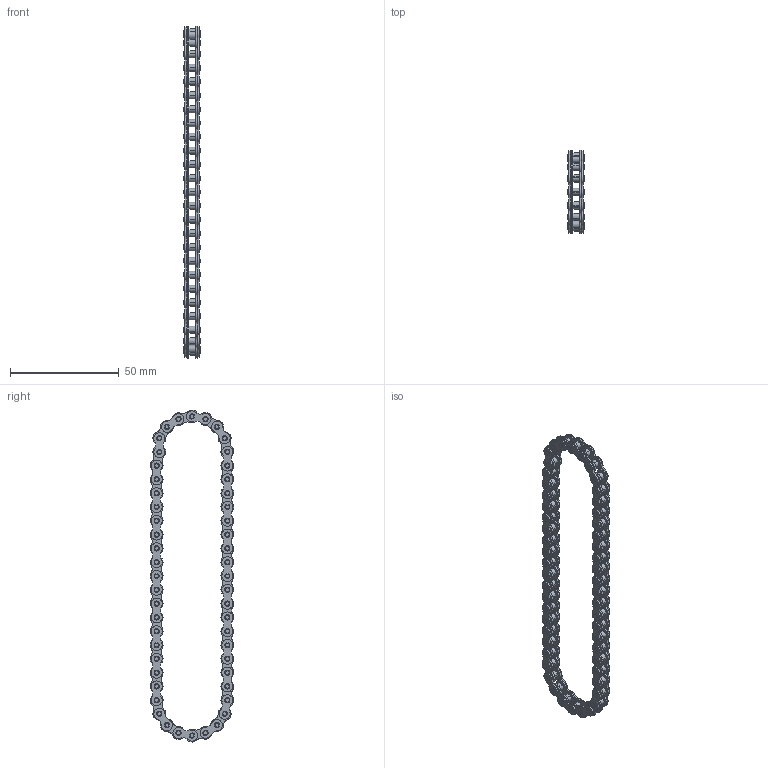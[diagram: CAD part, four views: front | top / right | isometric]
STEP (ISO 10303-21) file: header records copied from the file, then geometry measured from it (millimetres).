
FILE_DESCRIPTION (( 'STEP AP214' ), '1' );
FILE_NAME ('25-1X480.STEP', '2025-09-11T13:12:41', ( '' ), ( '' ), 'SwSTEP 2.0', 'SolidWorks 2025', '' );
FILE_SCHEMA (( 'AUTOMOTIVE_DESIGN' ));
Length unit declared in the file: millimetre
Products named in the file (3): 25-1X480-1; 25-1X480; 25-1X480-2
Assembly tree (52 placements, depth 2):
  25-1X480
    25-1X480-1  x26
    25-1X480-2  x26
Bounding box: 7.8 x 38.45 x 152.75 mm (x, y, z)
Volume: 6174.3 mm3; surface area: 17428 mm2
Topology: 52 solids, 52 shells, 1976 faces, 4784 edges, 3120 vertices
Faces by surface type: cylinder 1456, plane 312, cone 208
Entity records: 3404 total; most frequent: DIRECTION 566, CARTESIAN_POINT 435, ORIENTED_EDGE 368, AXIS2_PLACEMENT_3D 251, EDGE_CURVE 184, VERTEX_POINT 120, CIRCLE 120, EDGE_LOOP 92
